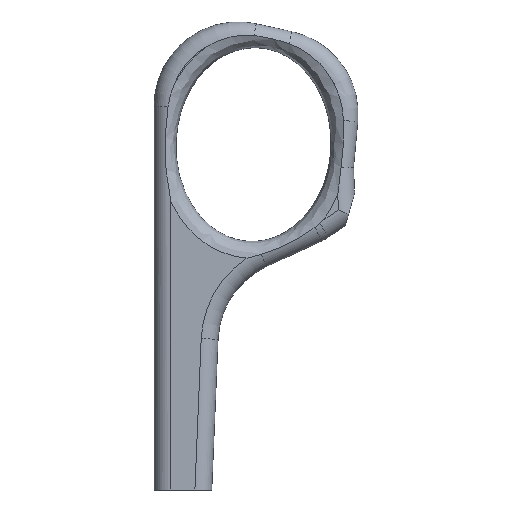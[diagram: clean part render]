
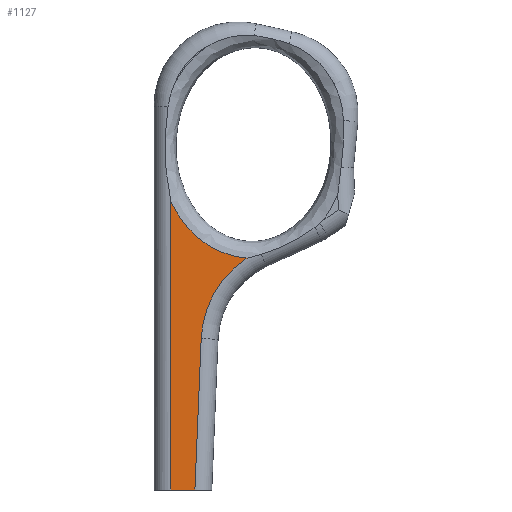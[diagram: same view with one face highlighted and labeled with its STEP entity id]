
A CAD part, front view. The second image highlights one B-rep face of the part: STEP entity #1127.
In plain terms, the highlighted planar face has unit normal (0, -1, 0).
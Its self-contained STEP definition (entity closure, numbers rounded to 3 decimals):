
#16=B_SPLINE_CURVE_WITH_KNOTS($,3,(#1937,#1938,#1939,#1940,#1941,#1942),
 .UNSPECIFIED.,.F.,.F.,(4,1,1,4),(-6.267,-6.134,-5.834,
-5.311),.UNSPECIFIED.);
#79=PLANE($,#1243);
#144=FACE_OUTER_BOUND($,#210,.T.);
#210=EDGE_LOOP($,(#924,#925,#926,#927,#928));
#291=LINE($,#1802,#372);
#296=LINE($,#2157,#377);
#297=LINE($,#2159,#378);
#372=VECTOR($,#1483,2.848);
#377=VECTOR($,#1518,34.256);
#378=VECTOR($,#1519,17.986);
#449=CIRCLE($,#1244,12.);
#514=VERTEX_POINT($,#1799);
#515=VERTEX_POINT($,#1801);
#520=VERTEX_POINT($,#1901);
#521=VERTEX_POINT($,#1936);
#540=VERTEX_POINT($,#2158);
#649=EDGE_CURVE($,#515,#514,#291,.T.);
#655=EDGE_CURVE($,#521,#520,#16,.T.);
#681=EDGE_CURVE($,#520,#515,#296,.T.);
#682=EDGE_CURVE($,#514,#540,#297,.T.);
#683=EDGE_CURVE($,#540,#521,#449,.T.);
#924=ORIENTED_EDGE($,*,*,#655,.T.);
#925=ORIENTED_EDGE($,*,*,#681,.T.);
#926=ORIENTED_EDGE($,*,*,#649,.T.);
#927=ORIENTED_EDGE($,*,*,#682,.T.);
#928=ORIENTED_EDGE($,*,*,#683,.T.);
#1127=ADVANCED_FACE($,(#144),#79,.T.);
#1243=AXIS2_PLACEMENT_3D($,#2156,#1516,#1517);
#1244=AXIS2_PLACEMENT_3D($,#2160,#1520,#1521);
#1483=DIRECTION($,(1.,0.,0.));
#1516=DIRECTION('center_axis',(0.,-1.,0.));
#1517=DIRECTION('ref_axis',(0.,0.,1.));
#1518=DIRECTION($,(0.,0.,-1.));
#1519=DIRECTION($,(0.042,0.,0.999));
#1520=DIRECTION('center_axis',(0.,1.,0.));
#1521=DIRECTION('ref_axis',(-0.831,0.,0.556));
#1799=CARTESIAN_POINT('',(4.848,0.,0.));
#1801=CARTESIAN_POINT('',(2.,0.,0.));
#1802=CARTESIAN_POINT($,(0.,0.,0.));
#1901=CARTESIAN_POINT('',(2.,0.,34.256));
#1936=CARTESIAN_POINT('',(11.034,0.,27.522));
#1937=CARTESIAN_POINT('Ctrl Pts',(11.034,0.,
27.523));
#1938=CARTESIAN_POINT('Ctrl Pts',(10.486,0.,
27.557));
#1939=CARTESIAN_POINT('Ctrl Pts',(8.714,0.,
27.825));
#1940=CARTESIAN_POINT('Ctrl Pts',(5.061,0.,
29.527));
#1941=CARTESIAN_POINT('Ctrl Pts',(2.914,0.,
32.293));
#1942=CARTESIAN_POINT('Ctrl Pts',(2.001,0.,
34.256));
#2156=CARTESIAN_POINT('Origin',(22.977,0.,33.95));
#2157=CARTESIAN_POINT($,(2.,0.,39.755));
#2158=CARTESIAN_POINT('',(5.598,0.,17.97));
#2159=CARTESIAN_POINT($,(5.572,0.,17.364));
#2160=CARTESIAN_POINT('Origin',(17.587,0.,17.47));
